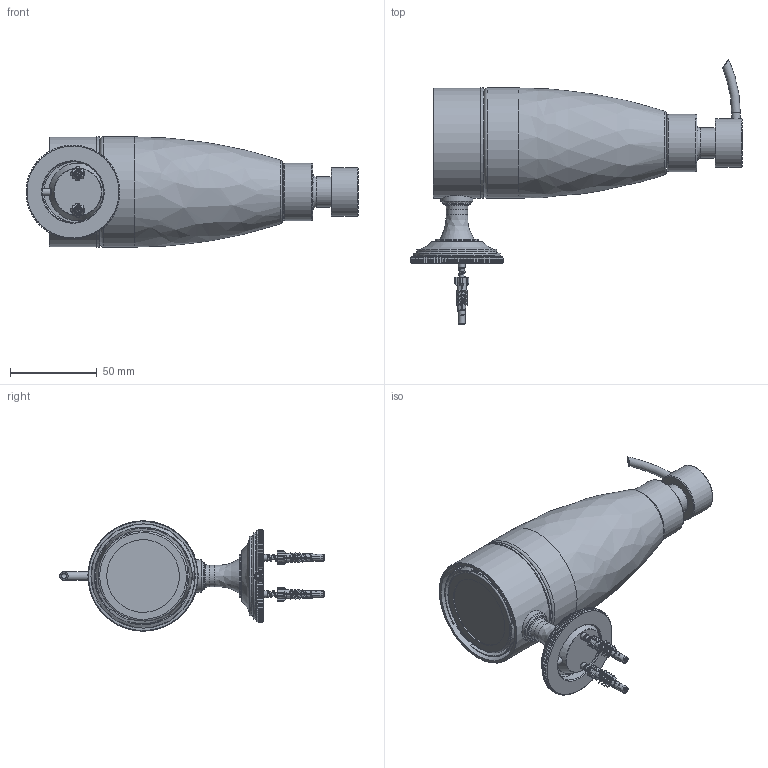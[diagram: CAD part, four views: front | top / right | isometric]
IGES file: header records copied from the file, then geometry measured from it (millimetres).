
Global section: file name: No Iges File Name specified; native system: Autodesk Inventor 2012; preprocessor: AutoDesk Inventor Iges Exporter R2012; author: adaniels; date: 20130320.074128; units: millimetre
Bounding box: 191.03 x 152.19 x 63.48 mm (x, y, z)
Volume: 143648.8 mm3; surface area: 99932.3 mm2
Topology: 12 solids, 12 shells, 1131 faces, 2831 edges, 1738 vertices
Faces by surface type: plane 666, cone 199, cylinder 142, revolution 87, torus 29, bspline 7, sphere 1
Full cylindrical faces by diameter (mm): 3 x1, 3.92 x2, 4 x1, 5 x1, 5.7 x1, 6 x1, 8 x2, 8.2 x2, 10.5 x1, 12.25 x1, 14.2 x1, 16.1 x1, 17.5 x1, 18.5 x1, 24.9 x1, 25 x1, 28 x1, 33 x1, 33.238 x1, 46 x1, 50 x1, 56 x1, 58 x3, 63.26 x1, 63.5 x2
